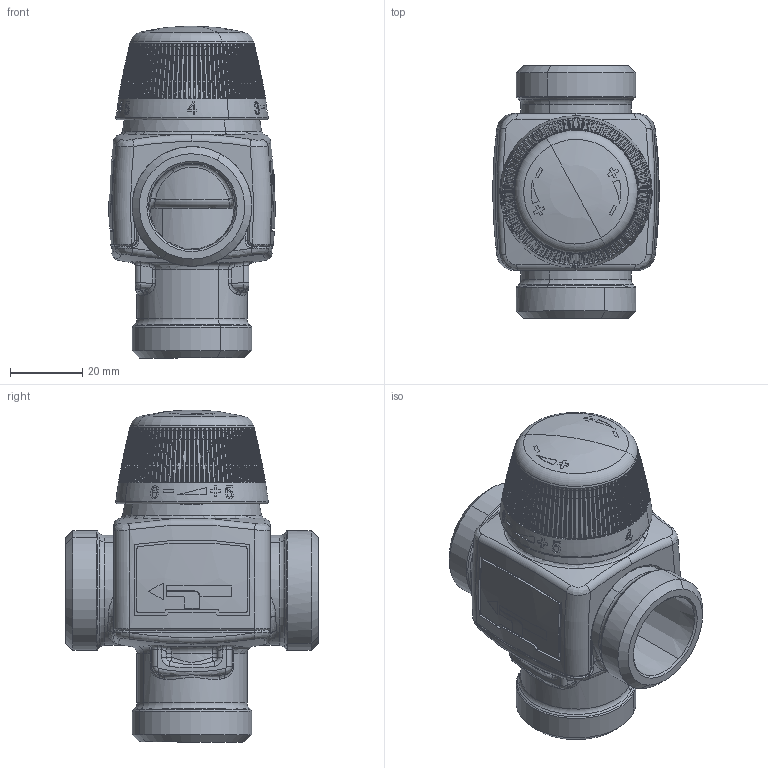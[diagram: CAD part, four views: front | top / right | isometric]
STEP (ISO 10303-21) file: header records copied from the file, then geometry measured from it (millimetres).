
FILE_DESCRIPTION(('CATIA V5 STEP Exchange'),'2;1');
FILE_NAME('VTA372 G1.stp','2016-05-23T05:34:56+00:00',('none'),('none'),'CATIA Version 5 Release 20 SP 6 (IN-10)','CATIA V5 STEP AP203','none');
FILE_SCHEMA(('CONFIG_CONTROL_DESIGN'));
Length unit declared in the file: millimetre
Products named in the file (1): VTA370 G1_AllCATPart
Bounding box: 46.1 x 70 x 92 mm (x, y, z)
Volume: 100323.9 mm3; surface area: 40536.1 mm2
Topology: 1 solids, 4 shells, 3340 faces, 9473 edges, 6194 vertices
Faces by surface type: plane 1723, cylinder 595, bspline 408, torus 313, revolution 114, sphere 95, cone 92
Entity records: 130443 total; most frequent: CARTESIAN_POINT 57984, ORIENTED_EDGE 18844, EDGE_CURVE 9422, DIRECTION 8731, VERTEX_POINT 6194, B_SPLINE_CURVE_WITH_KNOTS 4893, AXIS2_PLACEMENT_3D 3918, EDGE_LOOP 3542
